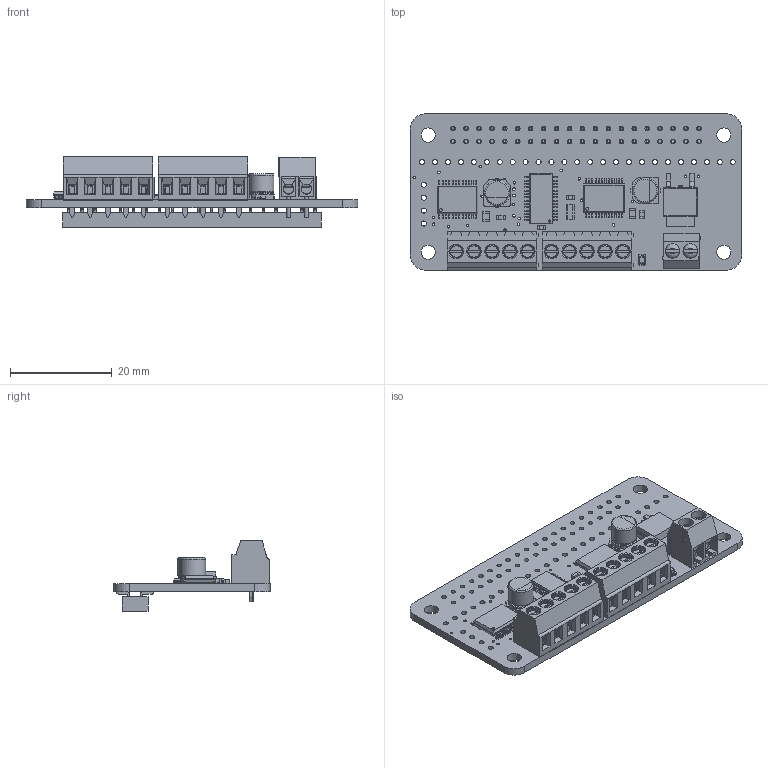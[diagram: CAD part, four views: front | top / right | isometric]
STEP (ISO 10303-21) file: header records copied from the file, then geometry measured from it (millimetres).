
FILE_DESCRIPTION(/* description */ (''),/* implementation_level */ '2;1');
FILE_NAME(/* name */ 'PCB Component.step',/* time_stamp */ '2025-04-14T16:15:07-04:00',/* author */ (''),/* organization */ (''),/* preprocessor_version */ 'ST-DEVELOPER v20.1',/* originating_system */ 'Autodesk Translation Framework v14.4.0.0',/* authorisation */ '');
FILE_SCHEMA (('AUTOMOTIVE_DESIGN { 1 0 10303 214 3 1 1 }'));
Products named in the file (13): PCB Component; Board; RASPBERRYPI_BPLUS_BONNET_THMSMT; TB6612FNG; 1X5; 1X2-3.5MM; 10K; 47uF+/16v; Green; AOD417; PCA9685; 10uF; 10K_1
Assembly tree (19 placements, depth 2):
  PCB Component
    Board
    RASPBERRYPI_BPLUS_BONNET_THMSMT
    TB6612FNG  x2
    1X5  x2
    1X2-3.5MM
    10K  x4
    47uF+/16v  x2
    Green
    AOD417
    PCA9685
    10uF  x2
    10K_1
Bounding box: 65 x 30.66 x 13.85 mm (x, y, z)
Volume: 6035.6 mm3; surface area: 11743.1 mm2
Topology: 179 solids, 179 shells, 3607 faces, 9196 edges, 5902 vertices
Faces by surface type: plane 2648, cylinder 755, torus 122, cone 52, bspline 26, sphere 4
Full cylindrical faces by diameter (mm): 0.45 x1, 0.5 x49, 0.56 x2, 0.77 x2, 0.9 x40, 1 x41, 1.192 x10, 1.193 x10, 1.86 x2, 1.885 x20, 2 x8, 2.598 x10, 2.722 x10, 2.787 x10, 2.8 x4, 2.9 x4, 4.905 x2, 4.925 x2
Entity records: 83265 total; most frequent: CARTESIAN_POINT 15090, DIRECTION 13765, ORIENTED_EDGE 13744, EDGE_CURVE 6872, LINE 5353, VECTOR 5353, VERTEX_POINT 4383, AXIS2_PLACEMENT_3D 4206
